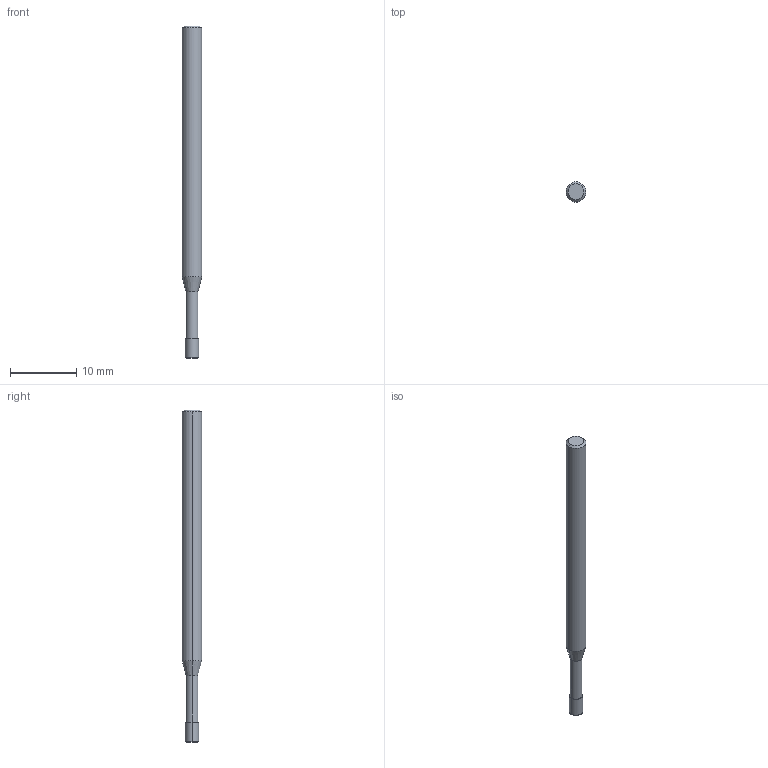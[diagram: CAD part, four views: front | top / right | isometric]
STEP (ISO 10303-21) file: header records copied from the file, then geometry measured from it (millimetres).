
FILE_DESCRIPTION(('STEP AP214'),'1');
FILE_NAME('MG0302B3_DC.stp','2024-06-12T16:24:50',(' '),(' '),'Spatial InterOp 3D',' ',' ');
FILE_SCHEMA(('AUTOMOTIVE_DESIGN { 1 0 10303 214 1 1 1 1 }'));
Length unit declared in the file: millimetre
Products named in the file (1): 1
Bounding box: 3 x 3 x 50 mm (x, y, z)
Volume: 304.1 mm3; surface area: 450.7 mm2
Topology: 3 solids, 3 shells, 18 faces, 30 edges, 18 vertices
Faces by surface type: cylinder 6, plane 6, cone 4, torus 2
Entity records: 474 total; most frequent: DIRECTION 92, CARTESIAN_POINT 69, ORIENTED_EDGE 60, AXIS2_PLACEMENT_3D 41, EDGE_CURVE 30, CIRCLE 20, ADVANCED_FACE 18, FACE_OUTER_BOUND 18
